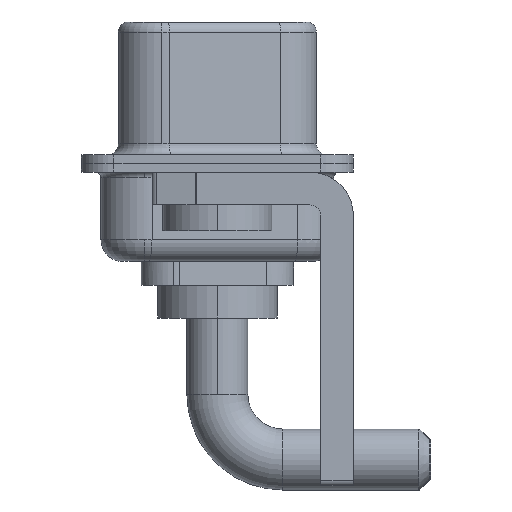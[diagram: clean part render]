
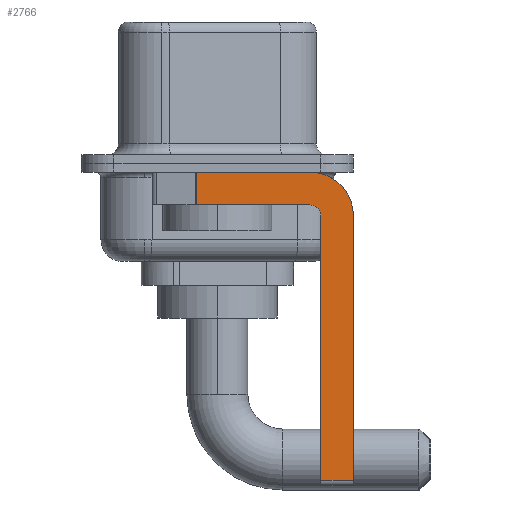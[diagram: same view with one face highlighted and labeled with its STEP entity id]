
A CAD part, left-side view. The second image highlights one B-rep face of the part: STEP entity #2766.
In plain terms, the highlighted planar face has unit normal (-1, 0, 0).
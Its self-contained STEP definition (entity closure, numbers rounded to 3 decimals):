
#10 = CIRCLE ( 'NONE', #8945, 0.5 ) ;
#557 = VECTOR ( 'NONE', #6670, 1000. ) ;
#644 = VERTEX_POINT ( 'NONE', #5891 ) ;
#652 = CARTESIAN_POINT ( 'NONE',  ( -2.9, -4.25, -1.9 ) ) ;
#839 = EDGE_CURVE ( 'NONE', #3951, #12218, #12404, .T. ) ;
#905 = ORIENTED_EDGE ( 'NONE', *, *, #9309, .F. ) ;
#1081 = CARTESIAN_POINT ( 'NONE',  ( -2.9, -4.25, -0.4 ) ) ;
#1195 = CARTESIAN_POINT ( 'NONE',  ( -2.9, 0.978, -1.9 ) ) ;
#1603 = CARTESIAN_POINT ( 'NONE',  ( -2.9, -6.25, -2.4 ) ) ;
#1914 = CARTESIAN_POINT ( 'NONE',  ( -2.9, 0.978, -1.9 ) ) ;
#2016 = VERTEX_POINT ( 'NONE', #10635 ) ;
#2335 = VECTOR ( 'NONE', #6361, 1000. ) ;
#2361 = VERTEX_POINT ( 'NONE', #10832 ) ;
#2620 = ORIENTED_EDGE ( 'NONE', *, *, #9424, .F. ) ;
#2766 = ADVANCED_FACE ( 'NONE', ( #3619 ), #15213, .F. ) ;
#3134 = VERTEX_POINT ( 'NONE', #1081 ) ;
#3163 = CARTESIAN_POINT ( 'NONE',  ( -2.9, -4.25, -14.55 ) ) ;
#3204 = ORIENTED_EDGE ( 'NONE', *, *, #8170, .T. ) ;
#3528 = DIRECTION ( 'NONE',  ( 0., 0., -1. ) ) ;
#3619 = FACE_OUTER_BOUND ( 'NONE', #7006, .T. ) ;
#3936 = DIRECTION ( 'NONE',  ( -1., 0., 0. ) ) ;
#3951 = VERTEX_POINT ( 'NONE', #652 ) ;
#4160 = ORIENTED_EDGE ( 'NONE', *, *, #4850, .F. ) ;
#4402 = LINE ( 'NONE', #6822, #13936 ) ;
#4850 = EDGE_CURVE ( 'NONE', #3134, #644, #9006, .T. ) ;
#5152 = CARTESIAN_POINT ( 'NONE',  ( -2.9, -4.75, -14.55 ) ) ;
#5486 = CARTESIAN_POINT ( 'NONE',  ( -2.9, -4.25, -2.4 ) ) ;
#5891 = CARTESIAN_POINT ( 'NONE',  ( -2.9, -6.25, -2.4 ) ) ;
#6340 = VECTOR ( 'NONE', #13572, 1000. ) ;
#6361 = DIRECTION ( 'NONE',  ( 0., 0., -1. ) ) ;
#6586 = DIRECTION ( 'NONE',  ( 0., 0., 1. ) ) ;
#6670 = DIRECTION ( 'NONE',  ( 0., -1., 0. ) ) ;
#6786 = ORIENTED_EDGE ( 'NONE', *, *, #12515, .F. ) ;
#6822 = CARTESIAN_POINT ( 'NONE',  ( -2.9, -4.75, -14.8 ) ) ;
#7006 = EDGE_LOOP ( 'NONE', ( #905, #3204, #12526, #6786, #15106, #9023, #2620, #4160 ) ) ;
#7134 = CARTESIAN_POINT ( 'NONE',  ( -2.9, -4.25, -2.4 ) ) ;
#7270 = VERTEX_POINT ( 'NONE', #5152 ) ;
#7474 = EDGE_CURVE ( 'NONE', #7270, #2361, #12851, .T. ) ;
#7941 = EDGE_CURVE ( 'NONE', #7270, #11449, #4402, .T. ) ;
#8170 = EDGE_CURVE ( 'NONE', #2016, #12218, #14060, .T. ) ;
#8201 = DIRECTION ( 'NONE',  ( 0., 0., -1. ) ) ;
#8678 = DIRECTION ( 'NONE',  ( 0., 0., 1. ) ) ;
#8945 = AXIS2_PLACEMENT_3D ( 'NONE', #7134, #3936, #8678 ) ;
#9006 = CIRCLE ( 'NONE', #13200, 2. ) ;
#9023 = ORIENTED_EDGE ( 'NONE', *, *, #7474, .T. ) ;
#9291 = DIRECTION ( 'NONE',  ( 0., 0., -1. ) ) ;
#9309 = EDGE_CURVE ( 'NONE', #2016, #3134, #14469, .T. ) ;
#9424 = EDGE_CURVE ( 'NONE', #644, #2361, #13378, .T. ) ;
#10635 = CARTESIAN_POINT ( 'NONE',  ( -2.9, 0.978, -0.4 ) ) ;
#10832 = CARTESIAN_POINT ( 'NONE',  ( -2.9, -6.25, -14.55 ) ) ;
#10947 = CARTESIAN_POINT ( 'NONE',  ( -2.9, -4.25, -1.9 ) ) ;
#11404 = CARTESIAN_POINT ( 'NONE',  ( -2.9, -4.75, -2.4 ) ) ;
#11449 = VERTEX_POINT ( 'NONE', #11404 ) ;
#11652 = DIRECTION ( 'NONE',  ( 1., 0., 0. ) ) ;
#12218 = VERTEX_POINT ( 'NONE', #1914 ) ;
#12404 = LINE ( 'NONE', #10947, #6340 ) ;
#12515 = EDGE_CURVE ( 'NONE', #11449, #3951, #10, .T. ) ;
#12526 = ORIENTED_EDGE ( 'NONE', *, *, #839, .F. ) ;
#12698 = AXIS2_PLACEMENT_3D ( 'NONE', #14050, #11652, #3528 ) ;
#12851 = LINE ( 'NONE', #3163, #557 ) ;
#13200 = AXIS2_PLACEMENT_3D ( 'NONE', #5486, #15136, #9291 ) ;
#13237 = CARTESIAN_POINT ( 'NONE',  ( -2.9, 3., -0.4 ) ) ;
#13378 = LINE ( 'NONE', #1603, #2335 ) ;
#13455 = VECTOR ( 'NONE', #14887, 1000. ) ;
#13572 = DIRECTION ( 'NONE',  ( 0., 1., 0. ) ) ;
#13936 = VECTOR ( 'NONE', #6586, 1000. ) ;
#14050 = CARTESIAN_POINT ( 'NONE',  ( -2.9, -4.25, -2.4 ) ) ;
#14060 = LINE ( 'NONE', #1195, #15137 ) ;
#14469 = LINE ( 'NONE', #13237, #13455 ) ;
#14887 = DIRECTION ( 'NONE',  ( 0., -1., 0. ) ) ;
#15106 = ORIENTED_EDGE ( 'NONE', *, *, #7941, .F. ) ;
#15136 = DIRECTION ( 'NONE',  ( 1., 0., 0. ) ) ;
#15137 = VECTOR ( 'NONE', #8201, 1000. ) ;
#15213 = PLANE ( 'NONE',  #12698 ) ;
